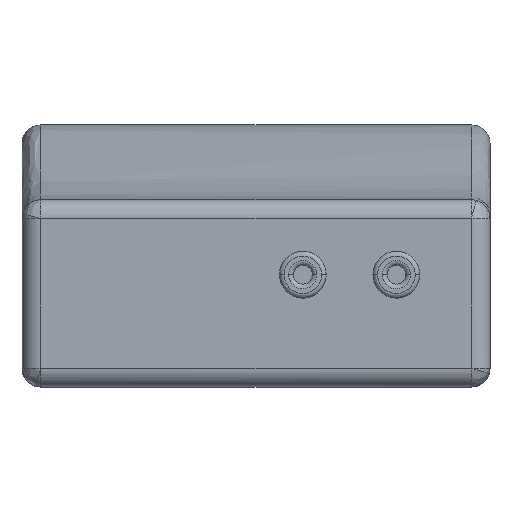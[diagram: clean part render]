
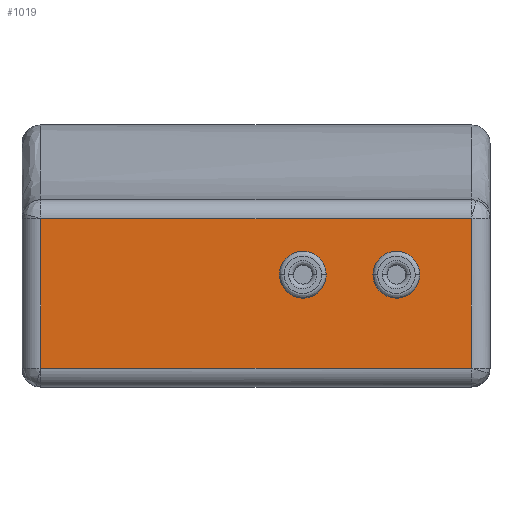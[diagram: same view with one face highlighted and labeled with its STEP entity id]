
A CAD part, front view. The second image highlights one B-rep face of the part: STEP entity #1019.
In plain terms, the highlighted free-form (B-spline) face has degree [1, 1] with [2, 2] control points.
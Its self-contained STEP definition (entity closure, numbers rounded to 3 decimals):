
#548 = VERTEX_POINT('',#549);
#549 = CARTESIAN_POINT('',(31.332,0.,11.75));
#670 = EDGE_CURVE('',#671,#548,#673,.T.);
#671 = VERTEX_POINT('',#672);
#672 = CARTESIAN_POINT('',(31.332,0.,1.306));
#673 = B_SPLINE_CURVE_WITH_KNOTS('',1,(#674,#675),.UNSPECIFIED.,.F.,.F.,
  (2,2),(-5.7,2.3),.PIECEWISE_BEZIER_KNOTS.);
#674 = CARTESIAN_POINT('',(31.332,0.,1.306));
#675 = CARTESIAN_POINT('',(31.332,0.,11.75));
#823 = VERTEX_POINT('',#824);
#824 = CARTESIAN_POINT('',(1.306,0.,11.75));
#830 = EDGE_CURVE('',#823,#548,#831,.T.);
#831 = B_SPLINE_CURVE_WITH_KNOTS('',1,(#832,#833),.UNSPECIFIED.,.F.,.F.,
  (2,2),(-11.5,11.5),.PIECEWISE_BEZIER_KNOTS.);
#832 = CARTESIAN_POINT('',(1.306,0.,11.75));
#833 = CARTESIAN_POINT('',(31.332,0.,11.75));
#1019 = ADVANCED_FACE('',(#1020),#1036,.F.);
#1020 = FACE_BOUND('',#1021,.T.);
#1021 = EDGE_LOOP('',(#1022,#1023,#1030,#1035));
#1022 = ORIENTED_EDGE('',*,*,#830,.F.);
#1023 = ORIENTED_EDGE('',*,*,#1024,.F.);
#1024 = EDGE_CURVE('',#1025,#823,#1027,.T.);
#1025 = VERTEX_POINT('',#1026);
#1026 = CARTESIAN_POINT('',(1.306,0.,1.306));
#1027 = B_SPLINE_CURVE_WITH_KNOTS('',1,(#1028,#1029),.UNSPECIFIED.,.F.,
  .F.,(2,2),(-4.,4.),.PIECEWISE_BEZIER_KNOTS.);
#1028 = CARTESIAN_POINT('',(1.306,0.,1.306));
#1029 = CARTESIAN_POINT('',(1.306,0.,11.75));
#1030 = ORIENTED_EDGE('',*,*,#1031,.T.);
#1031 = EDGE_CURVE('',#1025,#671,#1032,.T.);
#1032 = B_SPLINE_CURVE_WITH_KNOTS('',1,(#1033,#1034),.UNSPECIFIED.,.F.,
  .F.,(2,2),(-11.5,11.5),.PIECEWISE_BEZIER_KNOTS.);
#1033 = CARTESIAN_POINT('',(1.306,0.,1.306));
#1034 = CARTESIAN_POINT('',(31.332,0.,1.306));
#1035 = ORIENTED_EDGE('',*,*,#670,.T.);
#1036 = B_SPLINE_SURFACE_WITH_KNOTS('',1,1,(
    (#1037,#1038)
    ,(#1039,#1040
    )),.UNSPECIFIED.,.F.,.F.,.F.,(2,2),(2,2),(1.,9.),(1.,24.),
  .PIECEWISE_BEZIER_KNOTS.);
#1037 = CARTESIAN_POINT('',(1.306,0.,1.306));
#1038 = CARTESIAN_POINT('',(31.332,0.,1.306));
#1039 = CARTESIAN_POINT('',(1.306,0.,11.75));
#1040 = CARTESIAN_POINT('',(31.332,0.,11.75));
